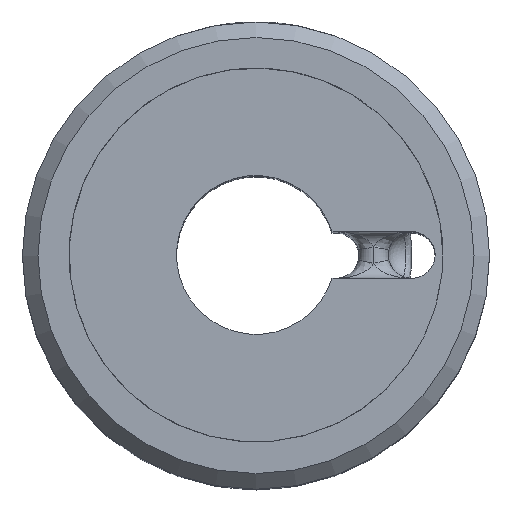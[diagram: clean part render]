
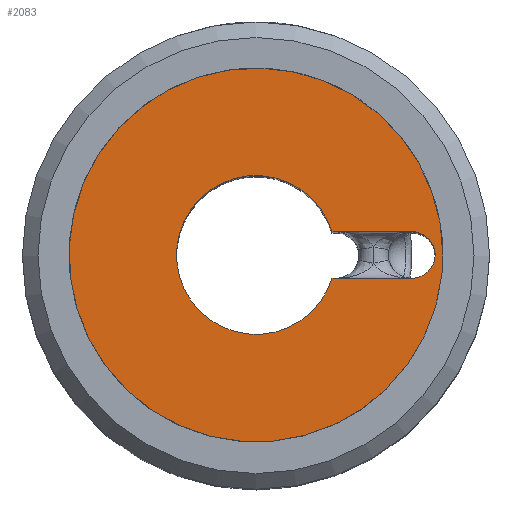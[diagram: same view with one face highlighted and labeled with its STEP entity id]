
A CAD part, top view. The second image highlights one B-rep face of the part: STEP entity #2083.
In plain terms, the highlighted planar face has unit normal (0, 0, 1).
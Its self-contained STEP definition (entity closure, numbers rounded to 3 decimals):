
#339=CARTESIAN_POINT('',(5.0,-0.75,26.0));
#340=VERTEX_POINT('',#339);
#347=CARTESIAN_POINT('',(5.0,0.75,26.0));
#348=VERTEX_POINT('',#347);
#349=CARTESIAN_POINT('',(5.0,0.0,26.0));
#350=DIRECTION('',(0.0,0.0,-1.0));
#351=DIRECTION('',(-1.0,0.0,0.0));
#352=AXIS2_PLACEMENT_3D('',#349,#350,#351);
#353=CIRCLE('',#352,0.75);
#354=EDGE_CURVE('',#348,#340,#353,.T.);
#1303=CARTESIAN_POINT('',(2.55,-0.75,26.0));
#1304=VERTEX_POINT('',#1303);
#1311=CARTESIAN_POINT('',(5.0,-0.75,26.0));
#1312=DIRECTION('',(-1.0,0.0,0.0));
#1313=VECTOR('',#1312,2.45);
#1314=LINE('',#1311,#1313);
#1315=EDGE_CURVE('',#340,#1304,#1314,.T.);
#1328=CARTESIAN_POINT('',(2.55,0.75,26.0));
#1329=VERTEX_POINT('',#1328);
#1330=CARTESIAN_POINT('',(2.55,0.75,26.0));
#1331=DIRECTION('',(1.0,0.0,0.0));
#1332=VECTOR('',#1331,2.45);
#1333=LINE('',#1330,#1332);
#1334=EDGE_CURVE('',#1329,#348,#1333,.T.);
#1914=CARTESIAN_POINT('',(2.44,0.742,26.0));
#1915=VERTEX_POINT('',#1914);
#1922=CARTESIAN_POINT('',(2.44,-0.742,26.0));
#1923=VERTEX_POINT('',#1922);
#1924=CARTESIAN_POINT('',(0.0,0.0,26.0));
#1925=DIRECTION('',(0.0,0.0,-1.0));
#1926=DIRECTION('',(1.0,0.0,0.0));
#1927=AXIS2_PLACEMENT_3D('',#1924,#1925,#1926);
#1928=CIRCLE('',#1927,2.55);
#1929=EDGE_CURVE('',#1923,#1915,#1928,.T.);
#2030=CARTESIAN_POINT('',(2.55,0.0,26.0));
#2031=DIRECTION('',(0.0,0.0,-1.0));
#2032=DIRECTION('',(1.0,0.0,0.0));
#2033=AXIS2_PLACEMENT_3D('',#2030,#2031,#2032);
#2034=CIRCLE('',#2033,0.75);
#2035=EDGE_CURVE('',#1915,#1329,#2034,.T.);
#2046=CARTESIAN_POINT('',(2.55,0.0,26.0));
#2047=DIRECTION('',(0.0,0.0,-1.0));
#2048=DIRECTION('',(1.0,0.0,0.0));
#2049=AXIS2_PLACEMENT_3D('',#2046,#2047,#2048);
#2050=CIRCLE('',#2049,0.75);
#2051=EDGE_CURVE('',#1304,#1923,#2050,.T.);
#2059=CARTESIAN_POINT('',(0.,0.,26.0));
#2060=DIRECTION('',(0.0,0.0,1.0));
#2061=DIRECTION('',(1.0,0.0,0.0));
#2062=AXIS2_PLACEMENT_3D('',#2059,#2060,#2061);
#2063=PLANE('',#2062);
#2064=CARTESIAN_POINT('',(6.0,0.,26.0));
#2065=VERTEX_POINT('',#2064);
#2066=CARTESIAN_POINT('',(0.0,0.0,26.0));
#2067=DIRECTION('',(0.0,0.0,-1.0));
#2068=DIRECTION('',(-1.0,0.0,0.0));
#2069=AXIS2_PLACEMENT_3D('',#2066,#2067,#2068);
#2070=CIRCLE('',#2069,6.0);
#2071=EDGE_CURVE('',#2065,#2065,#2070,.T.);
#2072=ORIENTED_EDGE('',*,*,#2071,.F.);
#2073=EDGE_LOOP('',(#2072));
#2074=FACE_OUTER_BOUND('',#2073,.T.);
#2075=ORIENTED_EDGE('',*,*,#1334,.T.);
#2076=ORIENTED_EDGE('',*,*,#354,.T.);
#2077=ORIENTED_EDGE('',*,*,#1315,.T.);
#2078=ORIENTED_EDGE('',*,*,#2051,.T.);
#2079=ORIENTED_EDGE('',*,*,#1929,.T.);
#2080=ORIENTED_EDGE('',*,*,#2035,.T.);
#2081=EDGE_LOOP('',(#2075,#2076,#2077,#2078,#2079,#2080));
#2082=FACE_BOUND('',#2081,.T.);
#2083=ADVANCED_FACE('',(#2074,#2082),#2063,.T.);
